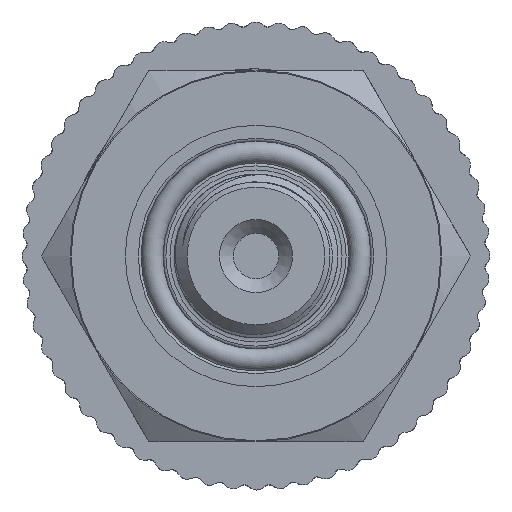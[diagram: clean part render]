
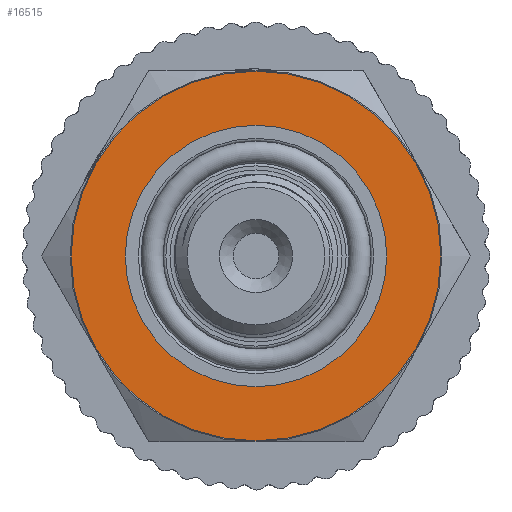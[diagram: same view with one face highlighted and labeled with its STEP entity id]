
A CAD part, left-side view. The second image highlights one B-rep face of the part: STEP entity #16515.
In plain terms, the highlighted planar face has unit normal (-1, 0, 0).
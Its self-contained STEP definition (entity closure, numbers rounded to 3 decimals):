
#663=PLANE('',#17345);
#924=FACE_BOUND('',#2299,.T.);
#1336=FACE_OUTER_BOUND('',#2298,.T.);
#2298=EDGE_LOOP('',(#12573));
#2299=EDGE_LOOP('',(#12574));
#2998=CIRCLE('',#17346,13.425);
#2999=CIRCLE('',#17347,9.5);
#7055=VERTEX_POINT('',#30977);
#7056=VERTEX_POINT('',#30979);
#9107=EDGE_CURVE('',#7055,#7055,#2998,.T.);
#9108=EDGE_CURVE('',#7056,#7056,#2999,.T.);
#12573=ORIENTED_EDGE('',*,*,#9107,.F.);
#12574=ORIENTED_EDGE('',*,*,#9108,.T.);
#16515=ADVANCED_FACE('',(#1336,#924),#663,.F.);
#17345=AXIS2_PLACEMENT_3D('',#30976,#18593,#18594);
#17346=AXIS2_PLACEMENT_3D('',#30978,#18595,#18596);
#17347=AXIS2_PLACEMENT_3D('',#30980,#18597,#18598);
#18593=DIRECTION('center_axis',(1.,0.,0.));
#18594=DIRECTION('ref_axis',(0.,0.,-1.));
#18595=DIRECTION('center_axis',(1.,0.,0.));
#18596=DIRECTION('ref_axis',(0.,1.,0.));
#18597=DIRECTION('center_axis',(1.,0.,0.));
#18598=DIRECTION('ref_axis',(0.,0.,-1.));
#30976=CARTESIAN_POINT('Origin',(-48.,9.5,0.));
#30977=CARTESIAN_POINT('',(-48.,-13.425,0.));
#30978=CARTESIAN_POINT('Origin',(-48.,0.,0.));
#30979=CARTESIAN_POINT('',(-48.,-9.5,0.));
#30980=CARTESIAN_POINT('Origin',(-48.,0.,0.));
